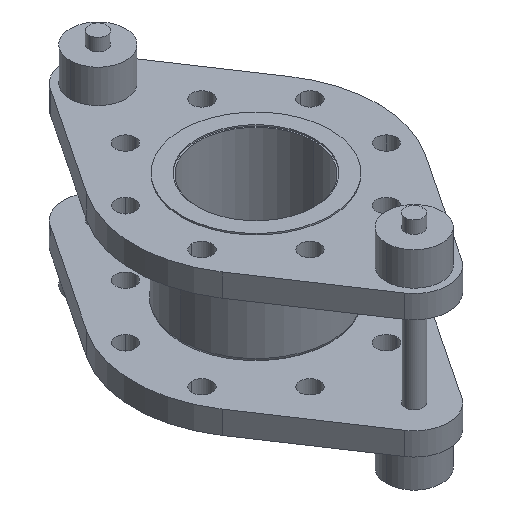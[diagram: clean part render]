
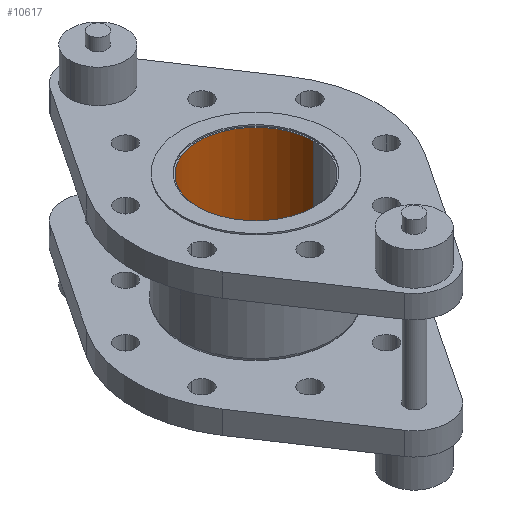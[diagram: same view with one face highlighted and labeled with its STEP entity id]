
A CAD part, isometric view. The second image highlights one B-rep face of the part: STEP entity #10617.
In plain terms, the highlighted cylindrical face has radius 51.8 mm (diameter 103.6 mm), a partial arc.
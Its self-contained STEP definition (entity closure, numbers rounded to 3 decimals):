
#635 = FACE_OUTER_BOUND ( 'NONE', #27706, .T. ) ;
#2039 = DIRECTION ( 'NONE',  ( 0., 0., 1. ) ) ;
#3940 = VERTEX_POINT ( 'NONE', #20789 ) ;
#4372 = VERTEX_POINT ( 'NONE', #20264 ) ;
#5160 = VERTEX_POINT ( 'NONE', #20916 ) ;
#5312 = DIRECTION ( 'NONE',  ( 0., 0., 1. ) ) ;
#8760 = DIRECTION ( 'NONE',  ( 1., 0., 0. ) ) ;
#9269 = LINE ( 'NONE', #23521, #20584 ) ;
#10617 = ADVANCED_FACE ( 'NONE', ( #635 ), #30581, .F. ) ;
#10745 = CIRCLE ( 'NONE', #25753, 51.8 ) ;
#11114 = AXIS2_PLACEMENT_3D ( 'NONE', #15501, #5312, #30256 ) ;
#11824 = EDGE_CURVE ( 'NONE', #3940, #4372, #20969, .T. ) ;
#12760 = ORIENTED_EDGE ( 'NONE', *, *, #11824, .T. ) ;
#14011 = LINE ( 'NONE', #28614, #17737 ) ;
#14960 = VERTEX_POINT ( 'NONE', #23925 ) ;
#15043 = ORIENTED_EDGE ( 'NONE', *, *, #20989, .T. ) ;
#15501 = CARTESIAN_POINT ( 'NONE',  ( 0., 0., 10.973 ) ) ;
#17737 = VECTOR ( 'NONE', #18877, 1000. ) ;
#18877 = DIRECTION ( 'NONE',  ( 0., 0., 1. ) ) ;
#20264 = CARTESIAN_POINT ( 'NONE',  ( -51.8, 0., 0. ) ) ;
#20337 = CARTESIAN_POINT ( 'NONE',  ( 0., 0., -127.6 ) ) ;
#20584 = VECTOR ( 'NONE', #30827, 1000. ) ;
#20789 = CARTESIAN_POINT ( 'NONE',  ( 51.8, 0., 0. ) ) ;
#20916 = CARTESIAN_POINT ( 'NONE',  ( -51.8, 0., -127.6 ) ) ;
#20969 = CIRCLE ( 'NONE', #25090, 51.8 ) ;
#20989 = EDGE_CURVE ( 'NONE', #14960, #3940, #14011, .T. ) ;
#21056 = CARTESIAN_POINT ( 'NONE',  ( 0., 0., 0. ) ) ;
#23521 = CARTESIAN_POINT ( 'NONE',  ( -51.8, 0., 10.973 ) ) ;
#23925 = CARTESIAN_POINT ( 'NONE',  ( 51.8, 0., -127.6 ) ) ;
#24198 = DIRECTION ( 'NONE',  ( 1., 0., 0. ) ) ;
#25090 = AXIS2_PLACEMENT_3D ( 'NONE', #21056, #28355, #8760 ) ;
#25753 = AXIS2_PLACEMENT_3D ( 'NONE', #20337, #2039, #24198 ) ;
#27706 = EDGE_LOOP ( 'NONE', ( #30173, #28158, #15043, #12760 ) ) ;
#28158 = ORIENTED_EDGE ( 'NONE', *, *, #30421, .F. ) ;
#28355 = DIRECTION ( 'NONE',  ( 0., 0., 1. ) ) ;
#28614 = CARTESIAN_POINT ( 'NONE',  ( 51.8, 0., 10.973 ) ) ;
#30173 = ORIENTED_EDGE ( 'NONE', *, *, #30835, .F. ) ;
#30256 = DIRECTION ( 'NONE',  ( 1., 0., 0. ) ) ;
#30421 = EDGE_CURVE ( 'NONE', #14960, #5160, #10745, .T. ) ;
#30581 = CYLINDRICAL_SURFACE ( 'NONE', #11114, 51.8 ) ;
#30827 = DIRECTION ( 'NONE',  ( 0., 0., 1. ) ) ;
#30835 = EDGE_CURVE ( 'NONE', #5160, #4372, #9269, .T. ) ;
